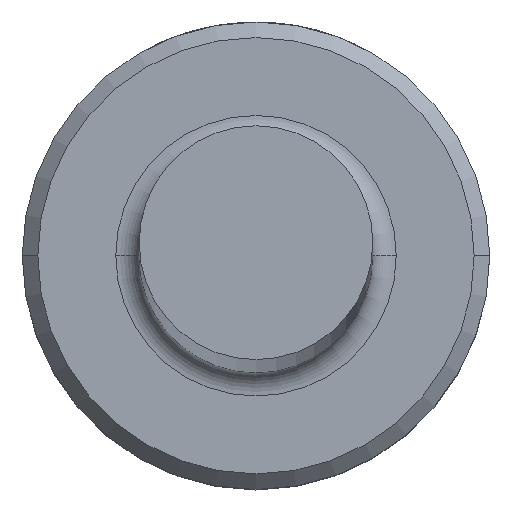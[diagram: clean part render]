
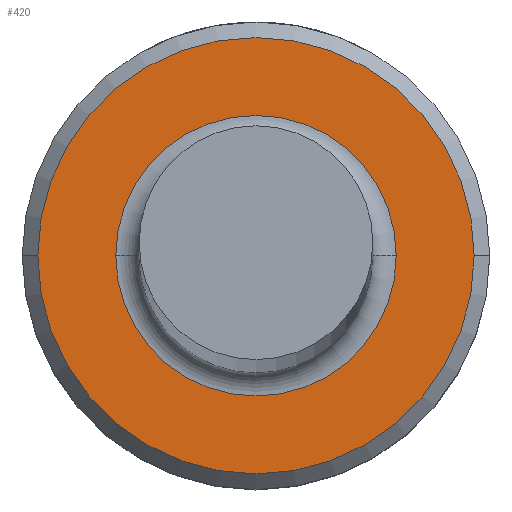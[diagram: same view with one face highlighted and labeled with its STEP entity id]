
A CAD part, top view. The second image highlights one B-rep face of the part: STEP entity #420.
In plain terms, the highlighted planar face has unit normal (0, 0, 1).
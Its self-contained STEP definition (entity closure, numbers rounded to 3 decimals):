
#4 = ORIENTED_EDGE ( 'NONE', *, *, #520, .T. ) ;
#28 = EDGE_CURVE ( 'NONE', #286, #303, #255, .T. ) ;
#41 = CARTESIAN_POINT ( 'NONE',  ( -1.8, 0., 4. ) ) ;
#78 = AXIS2_PLACEMENT_3D ( 'NONE', #546, #1144, #637 ) ;
#100 = AXIS2_PLACEMENT_3D ( 'NONE', #191, #113, #107 ) ;
#107 = DIRECTION ( 'NONE',  ( -1., 0., 0. ) ) ;
#113 = DIRECTION ( 'NONE',  ( 0., 0., -1. ) ) ;
#150 = CARTESIAN_POINT ( 'NONE',  ( 1.8, 0., 4. ) ) ;
#191 = CARTESIAN_POINT ( 'NONE',  ( 0., 0., 4. ) ) ;
#192 = AXIS2_PLACEMENT_3D ( 'NONE', #708, #545, #1142 ) ;
#209 = EDGE_LOOP ( 'NONE', ( #389, #4 ) ) ;
#227 = EDGE_CURVE ( 'NONE', #303, #286, #1019, .T. ) ;
#239 = ORIENTED_EDGE ( 'NONE', *, *, #227, .T. ) ;
#255 = CIRCLE ( 'NONE', #636, 1.8 ) ;
#286 = VERTEX_POINT ( 'NONE', #150 ) ;
#303 = VERTEX_POINT ( 'NONE', #41 ) ;
#374 = CARTESIAN_POINT ( 'NONE',  ( 0., 0., 4. ) ) ;
#389 = ORIENTED_EDGE ( 'NONE', *, *, #1146, .T. ) ;
#420 = ADVANCED_FACE ( 'NONE', ( #1152, #897 ), #1056, .T. ) ;
#468 = DIRECTION ( 'NONE',  ( 1., 0., 0. ) ) ;
#510 = AXIS2_PLACEMENT_3D ( 'NONE', #374, #986, #468 ) ;
#520 = EDGE_CURVE ( 'NONE', #994, #833, #583, .T. ) ;
#545 = DIRECTION ( 'NONE',  ( 0., 0., 1. ) ) ;
#546 = CARTESIAN_POINT ( 'NONE',  ( 0., 0., 4. ) ) ;
#560 = CIRCLE ( 'NONE', #78, 2.8 ) ;
#566 = ORIENTED_EDGE ( 'NONE', *, *, #28, .T. ) ;
#583 = CIRCLE ( 'NONE', #510, 2.8 ) ;
#621 = EDGE_LOOP ( 'NONE', ( #239, #566 ) ) ;
#636 = AXIS2_PLACEMENT_3D ( 'NONE', #755, #751, #750 ) ;
#637 = DIRECTION ( 'NONE',  ( 1., 0., 0. ) ) ;
#708 = CARTESIAN_POINT ( 'NONE',  ( 0., 0., 4. ) ) ;
#750 = DIRECTION ( 'NONE',  ( -1., 0., 0. ) ) ;
#751 = DIRECTION ( 'NONE',  ( 0., 0., -1. ) ) ;
#755 = CARTESIAN_POINT ( 'NONE',  ( 0., 0., 4. ) ) ;
#833 = VERTEX_POINT ( 'NONE', #1104 ) ;
#897 = FACE_BOUND ( 'NONE', #621, .T. ) ;
#986 = DIRECTION ( 'NONE',  ( 0., 0., 1. ) ) ;
#994 = VERTEX_POINT ( 'NONE', #1136 ) ;
#1019 = CIRCLE ( 'NONE', #100, 1.8 ) ;
#1056 = PLANE ( 'NONE',  #192 ) ;
#1104 = CARTESIAN_POINT ( 'NONE',  ( -2.8, 0., 4. ) ) ;
#1136 = CARTESIAN_POINT ( 'NONE',  ( 2.8, 0., 4. ) ) ;
#1142 = DIRECTION ( 'NONE',  ( 1., 0., 0. ) ) ;
#1144 = DIRECTION ( 'NONE',  ( 0., 0., 1. ) ) ;
#1146 = EDGE_CURVE ( 'NONE', #833, #994, #560, .T. ) ;
#1152 = FACE_OUTER_BOUND ( 'NONE', #209, .T. ) ;
